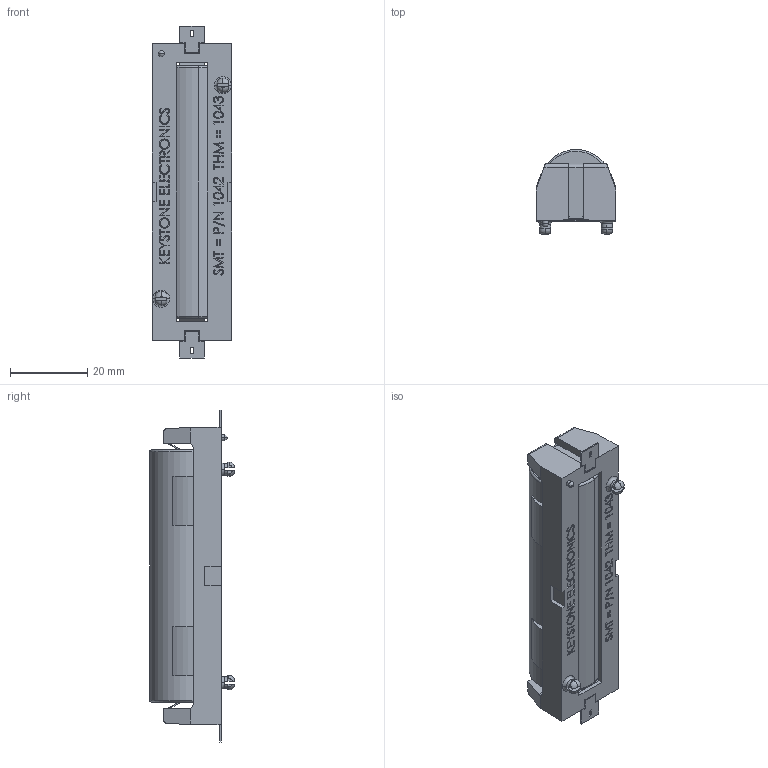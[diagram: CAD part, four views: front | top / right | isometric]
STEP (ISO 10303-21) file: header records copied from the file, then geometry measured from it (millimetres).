
FILE_DESCRIPTION (( 'STEP AP214' ), '1' );
FILE_NAME ('1042.STEP', '2021-05-02T08:33:23', ( '' ), ( '' ), 'SwSTEP 2.0', 'SolidWorks 2018', '' );
FILE_SCHEMA (( 'AUTOMOTIVE_DESIGN' ));
Length unit declared in the file: millimetre
Products named in the file (3): 1042_no_bat; NCR18650B; 1042
Assembly tree (2 placements, depth 2):
  1042
    1042_no_bat
    NCR18650B
Bounding box: 20.65 x 21.94 x 86 mm (x, y, z)
Volume: 23090.4 mm3; surface area: 10748.6 mm2
Topology: 2 solids, 2 shells, 700 faces, 1912 edges, 1265 vertices
Faces by surface type: plane 502, bspline 128, cylinder 52, torus 16, sphere 2
Entity records: 30298 total; most frequent: CARTESIAN_POINT 12482, ORIENTED_EDGE 3816, DIRECTION 2934, EDGE_CURVE 1908, LINE 1468, VECTOR 1468, VERTEX_POINT 1263, EDGE_LOOP 761
